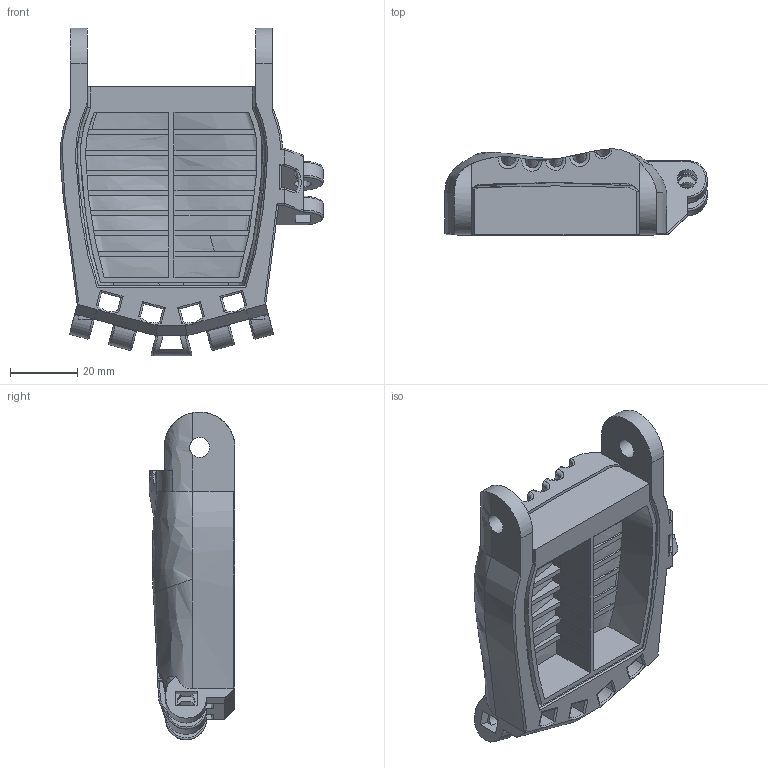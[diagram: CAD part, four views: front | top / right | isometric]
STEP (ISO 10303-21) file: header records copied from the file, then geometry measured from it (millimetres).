
FILE_DESCRIPTION(/* description */ (''),/* implementation_level */ '2;1');
FILE_NAME(/* name */ 'Palm.step',/* time_stamp */ '2016-06-19T15:04:29-07:00',/* author */ (''),/* organization */ (''),/* preprocessor_version */ 'ST-DEVELOPER v16.5',/* originating_system */ 'Autodesk Translation Framework v5.0.0.3310',/* authorisation */ '');
FILE_SCHEMA (('AUTOMOTIVE_DESIGN { 1 0 10303 214 3 1 1 }'));
Length unit declared in the file: centimetre
Products named in the file (1): Palm v2
Bounding box: 78 x 25.5 x 97.42 mm (x, y, z)
Volume: 59734.8 mm3; surface area: 35995 mm2
Topology: 2 solids, 2 shells, 408 faces, 1256 edges, 819 vertices
Faces by surface type: plane 172, bspline 130, cylinder 85, torus 20, cone 1
Full cylindrical faces by diameter (mm): 1.9 x10, 4 x1, 5.3 x1, 5.9 x1, 6 x2
Entity records: 26194 total; most frequent: CARTESIAN_POINT 15888, ORIENTED_EDGE 2468, DIRECTION 1716, EDGE_CURVE 1234, VERTEX_POINT 813, AXIS2_PLACEMENT_3D 607, LINE 502, VECTOR 502
